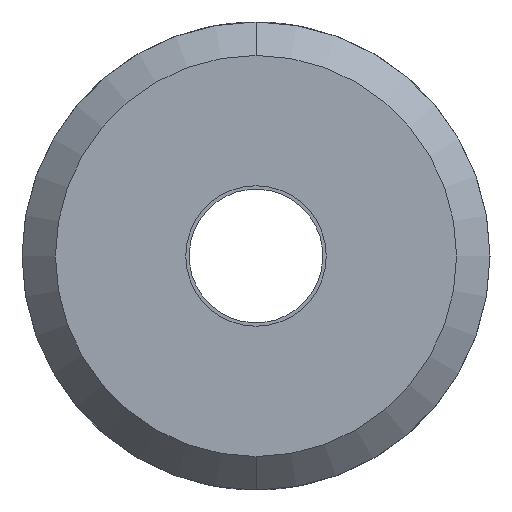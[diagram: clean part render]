
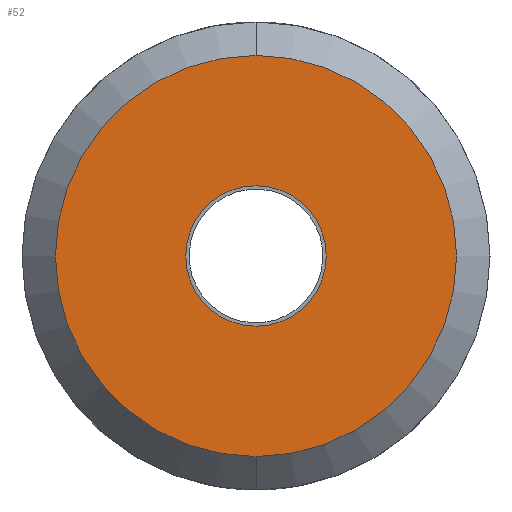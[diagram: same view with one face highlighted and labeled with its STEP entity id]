
A CAD part, left-side view. The second image highlights one B-rep face of the part: STEP entity #52.
In plain terms, the highlighted planar face has unit normal (-1, 0, 0).
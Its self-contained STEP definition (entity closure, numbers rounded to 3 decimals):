
#52 = ADVANCED_FACE ( 'NONE', ( #799, #1839 ), #576, .F. ) ;
#92 = DIRECTION ( 'NONE',  ( -1., 0., 0. ) ) ;
#289 = DIRECTION ( 'NONE',  ( -1., 0., 0. ) ) ;
#389 = VERTEX_POINT ( 'NONE', #1819 ) ;
#439 = EDGE_LOOP ( 'NONE', ( #2449, #2063 ) ) ;
#459 = CIRCLE ( 'NONE', #2199, 2.1 ) ;
#576 = PLANE ( 'NONE',  #2352 ) ;
#632 = CIRCLE ( 'NONE', #1036, 2.1 ) ;
#695 = VERTEX_POINT ( 'NONE', #1317 ) ;
#712 = EDGE_CURVE ( 'NONE', #2409, #389, #632, .T. ) ;
#760 = DIRECTION ( 'NONE',  ( 0., 0., -1. ) ) ;
#799 = FACE_BOUND ( 'NONE', #439, .T. ) ;
#818 = EDGE_LOOP ( 'NONE', ( #1583, #2343 ) ) ;
#835 = EDGE_CURVE ( 'NONE', #389, #2409, #459, .T. ) ;
#851 = CARTESIAN_POINT ( 'NONE',  ( 0., 0., 0. ) ) ;
#978 = CARTESIAN_POINT ( 'NONE',  ( 0., 0., 6. ) ) ;
#1036 = AXIS2_PLACEMENT_3D ( 'NONE', #1127, #2482, #1330 ) ;
#1038 = DIRECTION ( 'NONE',  ( 0., 0., 1. ) ) ;
#1127 = CARTESIAN_POINT ( 'NONE',  ( 0., 0., 0. ) ) ;
#1219 = AXIS2_PLACEMENT_3D ( 'NONE', #851, #2195, #1038 ) ;
#1245 = CARTESIAN_POINT ( 'NONE',  ( 0., 0., 0. ) ) ;
#1317 = CARTESIAN_POINT ( 'NONE',  ( 0., 0., -6. ) ) ;
#1330 = DIRECTION ( 'NONE',  ( 0., 0., 1. ) ) ;
#1355 = CIRCLE ( 'NONE', #1358, 6. ) ;
#1358 = AXIS2_PLACEMENT_3D ( 'NONE', #1437, #289, #1628 ) ;
#1437 = CARTESIAN_POINT ( 'NONE',  ( 0., 0., 0. ) ) ;
#1440 = DIRECTION ( 'NONE',  ( 0., 0., 1. ) ) ;
#1533 = CARTESIAN_POINT ( 'NONE',  ( 0., 2.1, 0. ) ) ;
#1583 = ORIENTED_EDGE ( 'NONE', *, *, #1619, .T. ) ;
#1610 = EDGE_CURVE ( 'NONE', #1769, #695, #2190, .T. ) ;
#1619 = EDGE_CURVE ( 'NONE', #695, #1769, #1355, .T. ) ;
#1628 = DIRECTION ( 'NONE',  ( 0., 0., 1. ) ) ;
#1769 = VERTEX_POINT ( 'NONE', #978 ) ;
#1819 = CARTESIAN_POINT ( 'NONE',  ( 0., 0., -2.1 ) ) ;
#1839 = FACE_OUTER_BOUND ( 'NONE', #818, .T. ) ;
#1928 = DIRECTION ( 'NONE',  ( 1., 0., 0. ) ) ;
#2063 = ORIENTED_EDGE ( 'NONE', *, *, #835, .F. ) ;
#2190 = CIRCLE ( 'NONE', #1219, 6. ) ;
#2195 = DIRECTION ( 'NONE',  ( -1., 0., 0. ) ) ;
#2199 = AXIS2_PLACEMENT_3D ( 'NONE', #1245, #92, #1440 ) ;
#2292 = CARTESIAN_POINT ( 'NONE',  ( 0., 0., 2.1 ) ) ;
#2343 = ORIENTED_EDGE ( 'NONE', *, *, #1610, .T. ) ;
#2352 = AXIS2_PLACEMENT_3D ( 'NONE', #1533, #1928, #760 ) ;
#2409 = VERTEX_POINT ( 'NONE', #2292 ) ;
#2449 = ORIENTED_EDGE ( 'NONE', *, *, #712, .F. ) ;
#2482 = DIRECTION ( 'NONE',  ( -1., 0., 0. ) ) ;
